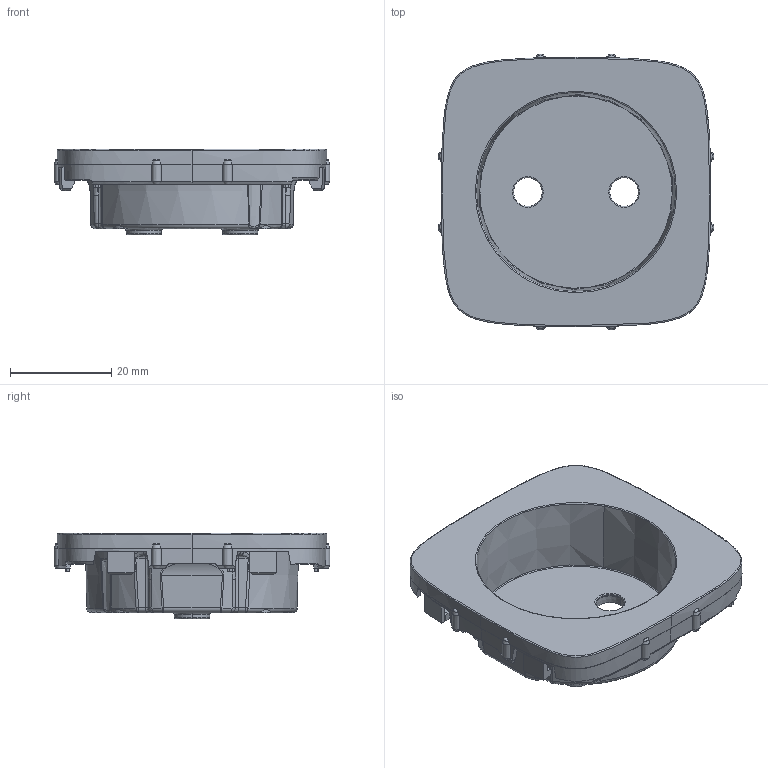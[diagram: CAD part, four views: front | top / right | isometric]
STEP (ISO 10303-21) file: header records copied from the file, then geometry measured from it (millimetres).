
FILE_DESCRIPTION(('CATIA V5 STEP Exchange','CAx-IF Rec.Pracs.--- Model Styling and Organization---1.4--- 2014-01-23'),'2;1');
FILE_NAME('754975_AllCATPart.stp','2020-02-24T12:22:17+00:00',('none'),('none'),'CATIA Version 5-6 Release 2017 SP3','CATIA V5 STEP AP214','none');
FILE_SCHEMA(('AUTOMOTIVE_DESIGN { 1 0 10303 214 1 1 1 1 }'));
Products named in the file (1): 754975_AllCATPart
Bounding box: 54.4 x 54.4 x 16.95 mm (x, y, z)
Volume: 7427.4 mm3; surface area: 11058 mm2
Topology: 1 solids, 1 shells, 2753 faces, 8024 edges, 5304 vertices
Faces by surface type: plane 2516, bspline 100, cone 62, torus 32, cylinder 27, sphere 16
Entity records: 95644 total; most frequent: CARTESIAN_POINT 26577, ORIENTED_EDGE 16016, DIRECTION 10238, EDGE_CURVE 8008, VERTEX_POINT 5304, VECTOR 5057, LINE 5057, EDGE_LOOP 2804
